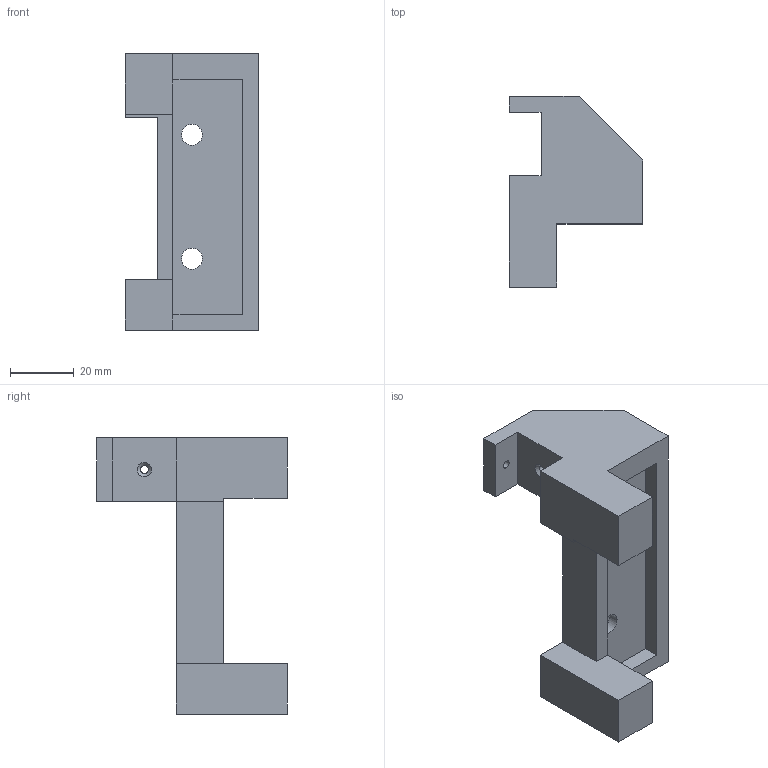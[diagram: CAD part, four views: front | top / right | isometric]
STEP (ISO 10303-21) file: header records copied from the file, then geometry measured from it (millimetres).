
FILE_DESCRIPTION(/* description */ (''),/* implementation_level */ '2;1');
FILE_NAME(/* name */ 'plate small.step',/* time_stamp */ '2025-03-11T00:54:08+01:00',/* author */ ('klawy'),/* organization */ (''),/* preprocessor_version */ 'ST-DEVELOPER v20',/* originating_system */ 'Autodesk Inventor 2025',/* authorisation */ '');
FILE_SCHEMA (('AUTOMOTIVE_DESIGN { 1 0 10303 214 3 1 1 }'));
Length unit declared in the file: millimetre
Products named in the file (1): plate small
Bounding box: 42.02 x 60 x 87.02 mm (x, y, z)
Volume: 60831 mm3; surface area: 17256.3 mm2
Topology: 1 solids, 1 shells, 39 faces, 98 edges, 64 vertices
Faces by surface type: plane 29, cylinder 7, cone 3
Full cylindrical faces by diameter (mm): 2.5 x3, 6.6 x2, 11 x2
Entity records: 1218 total; most frequent: CARTESIAN_POINT 202, DIRECTION 197, ORIENTED_EDGE 196, EDGE_CURVE 98, LINE 79, VECTOR 79, VERTEX_POINT 64, AXIS2_PLACEMENT_3D 59
